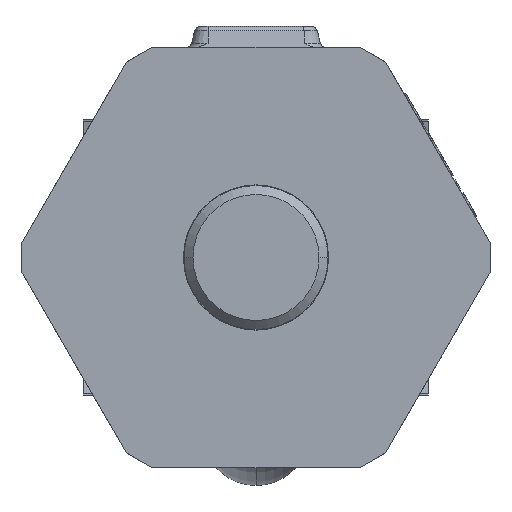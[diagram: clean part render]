
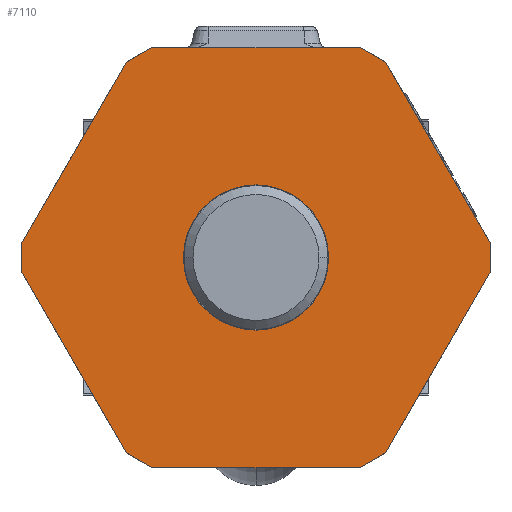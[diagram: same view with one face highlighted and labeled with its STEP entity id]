
A CAD part, front view. The second image highlights one B-rep face of the part: STEP entity #7110.
In plain terms, the highlighted face is planar.
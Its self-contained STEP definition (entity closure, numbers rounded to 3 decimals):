
#1=DIRECTION('',(0.,-1.,0.));
#2=VECTOR('',#1,4.9);
#3=CARTESIAN_POINT('',(-39.,2.45,0.));
#4=LINE('',#3,#2);
#5=DIRECTION('',(0.5,-0.866,0.));
#6=VECTOR('',#5,34.756);
#7=CARTESIAN_POINT('',(-39.,-2.45,0.));
#8=LINE('',#7,#6);
#9=DIRECTION('',(0.866,-0.5,0.));
#10=VECTOR('',#9,4.9);
#11=CARTESIAN_POINT('',(-21.622,-32.55,0.));
#12=LINE('',#11,#10);
#13=DIRECTION('',(1.,0.,0.));
#14=VECTOR('',#13,34.756);
#15=CARTESIAN_POINT('',(-17.378,-35.,0.));
#16=LINE('',#15,#14);
#17=DIRECTION('',(0.866,0.5,0.));
#18=VECTOR('',#17,4.9);
#19=CARTESIAN_POINT('',(17.378,-35.,0.));
#20=LINE('',#19,#18);
#21=DIRECTION('',(0.5,0.866,0.));
#22=VECTOR('',#21,34.756);
#23=CARTESIAN_POINT('',(21.622,-32.55,0.));
#24=LINE('',#23,#22);
#25=DIRECTION('',(0.,1.,0.));
#26=VECTOR('',#25,4.9);
#27=CARTESIAN_POINT('',(39.,-2.45,0.));
#28=LINE('',#27,#26);
#29=DIRECTION('',(-0.5,0.866,0.));
#30=VECTOR('',#29,34.756);
#31=CARTESIAN_POINT('',(39.,2.45,0.));
#32=LINE('',#31,#30);
#33=DIRECTION('',(-0.866,0.5,0.));
#34=VECTOR('',#33,4.9);
#35=CARTESIAN_POINT('',(21.622,32.55,0.));
#36=LINE('',#35,#34);
#37=DIRECTION('',(-1.,0.,0.));
#38=VECTOR('',#37,34.756);
#39=CARTESIAN_POINT('',(17.378,35.,0.));
#40=LINE('',#39,#38);
#41=DIRECTION('',(-0.866,-0.5,0.));
#42=VECTOR('',#41,4.9);
#43=CARTESIAN_POINT('',(-17.378,35.,0.));
#44=LINE('',#43,#42);
#45=DIRECTION('',(-0.5,-0.866,0.));
#46=VECTOR('',#45,34.756);
#47=CARTESIAN_POINT('',(-21.622,32.55,0.));
#48=LINE('',#47,#46);
#49=CARTESIAN_POINT('',(0.,0.,0.));
#50=DIRECTION('',(0.,0.,1.));
#51=DIRECTION('',(0.,1.,0.));
#52=AXIS2_PLACEMENT_3D('',#49,#50,#51);
#54=CARTESIAN_POINT('',(0.,0.,0.));
#55=DIRECTION('',(0.,0.,1.));
#56=DIRECTION('',(0.,-1.,0.));
#57=AXIS2_PLACEMENT_3D('',#54,#55,#56);
#5388=CARTESIAN_POINT('',(-39.,2.45,0.));
#5389=CARTESIAN_POINT('',(-39.,-2.45,0.));
#5390=VERTEX_POINT('',#5388);
#5391=VERTEX_POINT('',#5389);
#5392=CARTESIAN_POINT('',(39.,-2.45,0.));
#5393=CARTESIAN_POINT('',(39.,2.45,0.));
#5394=VERTEX_POINT('',#5392);
#5395=VERTEX_POINT('',#5393);
#5396=CARTESIAN_POINT('',(21.622,32.55,0.));
#5397=CARTESIAN_POINT('',(17.378,35.,0.));
#5398=VERTEX_POINT('',#5396);
#5399=VERTEX_POINT('',#5397);
#5400=CARTESIAN_POINT('',(-21.622,-32.55,0.));
#5401=CARTESIAN_POINT('',(-17.378,-35.,0.));
#5402=VERTEX_POINT('',#5400);
#5403=VERTEX_POINT('',#5401);
#5404=CARTESIAN_POINT('',(17.378,-35.,0.));
#5405=CARTESIAN_POINT('',(21.622,-32.55,0.));
#5406=VERTEX_POINT('',#5404);
#5407=VERTEX_POINT('',#5405);
#5408=CARTESIAN_POINT('',(-17.378,35.,0.));
#5409=CARTESIAN_POINT('',(-21.622,32.55,0.));
#5410=VERTEX_POINT('',#5408);
#5411=VERTEX_POINT('',#5409);
#5436=CARTESIAN_POINT('',(0.,12.1,0.));
#5437=CARTESIAN_POINT('',(0.,-12.1,0.));
#5438=VERTEX_POINT('',#5436);
#5439=VERTEX_POINT('',#5437);
#7073=CARTESIAN_POINT('',(0.,0.,0.));
#7074=DIRECTION('',(0.,0.,1.));
#7075=DIRECTION('',(1.,0.,0.));
#7076=AXIS2_PLACEMENT_3D('',#7073,#7074,#7075);
#7077=PLANE('',#7076);
#7079=ORIENTED_EDGE('',*,*,#7078,.T.);
#7081=ORIENTED_EDGE('',*,*,#7080,.T.);
#7083=ORIENTED_EDGE('',*,*,#7082,.T.);
#7085=ORIENTED_EDGE('',*,*,#7084,.T.);
#7087=ORIENTED_EDGE('',*,*,#7086,.T.);
#7089=ORIENTED_EDGE('',*,*,#7088,.T.);
#7091=ORIENTED_EDGE('',*,*,#7090,.T.);
#7093=ORIENTED_EDGE('',*,*,#7092,.T.);
#7095=ORIENTED_EDGE('',*,*,#7094,.T.);
#7097=ORIENTED_EDGE('',*,*,#7096,.T.);
#7099=ORIENTED_EDGE('',*,*,#7098,.T.);
#7101=ORIENTED_EDGE('',*,*,#7100,.T.);
#7102=EDGE_LOOP('',(#7079,#7081,#7083,#7085,#7087,#7089,#7091,#7093,#7095,#7097,
#7099,#7101));
#7103=FACE_OUTER_BOUND('',#7102,.F.);
#7105=ORIENTED_EDGE('',*,*,#7104,.F.);
#7107=ORIENTED_EDGE('',*,*,#7106,.F.);
#7108=EDGE_LOOP('',(#7105,#7107));
#7109=FACE_BOUND('',#7108,.F.);
#7110=ADVANCED_FACE('',(#7103,#7109),#7077,.F.);
#53=CIRCLE('',#52,12.1);
#58=CIRCLE('',#57,12.1);
#7078=EDGE_CURVE('',#5390,#5391,#4,.T.);
#7080=EDGE_CURVE('',#5391,#5402,#8,.T.);
#7082=EDGE_CURVE('',#5402,#5403,#12,.T.);
#7084=EDGE_CURVE('',#5403,#5406,#16,.T.);
#7086=EDGE_CURVE('',#5406,#5407,#20,.T.);
#7088=EDGE_CURVE('',#5407,#5394,#24,.T.);
#7090=EDGE_CURVE('',#5394,#5395,#28,.T.);
#7092=EDGE_CURVE('',#5395,#5398,#32,.T.);
#7094=EDGE_CURVE('',#5398,#5399,#36,.T.);
#7096=EDGE_CURVE('',#5399,#5410,#40,.T.);
#7098=EDGE_CURVE('',#5410,#5411,#44,.T.);
#7100=EDGE_CURVE('',#5411,#5390,#48,.T.);
#7104=EDGE_CURVE('',#5438,#5439,#53,.T.);
#7106=EDGE_CURVE('',#5439,#5438,#58,.T.);
